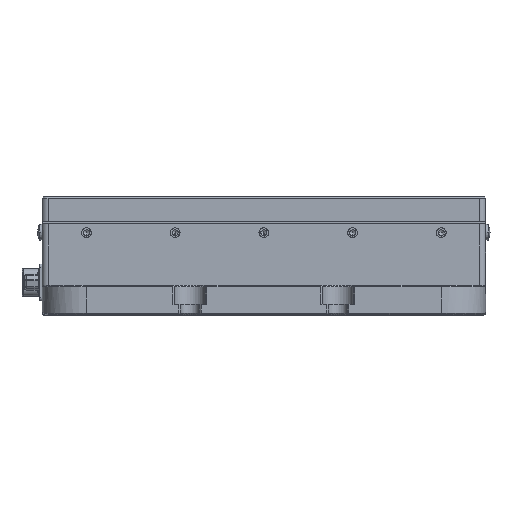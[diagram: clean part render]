
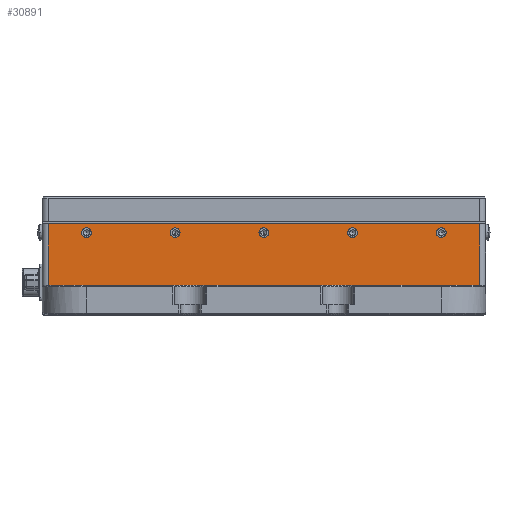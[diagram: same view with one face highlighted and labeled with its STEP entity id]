
A CAD part, top view. The second image highlights one B-rep face of the part: STEP entity #30891.
In plain terms, the highlighted planar face has unit normal (0, 0, 1).
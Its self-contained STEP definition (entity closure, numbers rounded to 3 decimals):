
#124 = DIRECTION ( 'NONE',  ( 0., 0., 1. ) ) ;
#256 = DIRECTION ( 'NONE',  ( 0., 0., 1. ) ) ;
#544 = FACE_BOUND ( 'NONE', #18933, .T. ) ;
#782 = EDGE_CURVE ( 'NONE', #15699, #8437, #41926, .T. ) ;
#1177 = VERTEX_POINT ( 'NONE', #50158 ) ;
#1205 = VERTEX_POINT ( 'NONE', #49735 ) ;
#2047 = ORIENTED_EDGE ( 'NONE', *, *, #3016, .F. ) ;
#2407 = DIRECTION ( 'NONE',  ( 0., 1., 0. ) ) ;
#2471 = CARTESIAN_POINT ( 'NONE',  ( 147.502, 30.8, 89.618 ) ) ;
#2863 = EDGE_LOOP ( 'NONE', ( #18107, #55306 ) ) ;
#3016 = EDGE_CURVE ( 'NONE', #8519, #18405, #25718, .T. ) ;
#3642 = EDGE_CURVE ( 'NONE', #8437, #15699, #12383, .T. ) ;
#3972 = AXIS2_PLACEMENT_3D ( 'NONE', #20548, #256, #55755 ) ;
#4245 = CARTESIAN_POINT ( 'NONE',  ( 145.502, 10., 89.618 ) ) ;
#5271 = DIRECTION ( 'NONE',  ( 0., 0., -1. ) ) ;
#5517 = LINE ( 'NONE', #17073, #41382 ) ;
#6795 = ORIENTED_EDGE ( 'NONE', *, *, #58100, .T. ) ;
#8286 = CIRCLE ( 'NONE', #54382, 1.65 ) ;
#8437 = VERTEX_POINT ( 'NONE', #27688 ) ;
#8519 = VERTEX_POINT ( 'NONE', #15075 ) ;
#9782 = VECTOR ( 'NONE', #52776, 1000. ) ;
#9926 = CARTESIAN_POINT ( 'NONE',  ( 190.502, 26.15, 89.618 ) ) ;
#10566 = AXIS2_PLACEMENT_3D ( 'NONE', #43746, #43531, #53509 ) ;
#10623 = EDGE_CURVE ( 'NONE', #49376, #55751, #53288, .T. ) ;
#11503 = VECTOR ( 'NONE', #55458, 1000. ) ;
#12281 = ORIENTED_EDGE ( 'NONE', *, *, #782, .F. ) ;
#12383 = CIRCLE ( 'NONE', #52270, 1.65 ) ;
#13913 = CARTESIAN_POINT ( 'NONE',  ( 190.502, 29.45, 89.618 ) ) ;
#14236 = PLANE ( 'NONE',  #36401 ) ;
#14313 = AXIS2_PLACEMENT_3D ( 'NONE', #56595, #57246, #2407 ) ;
#14948 = EDGE_CURVE ( 'NONE', #50960, #1177, #59677, .T. ) ;
#15075 = CARTESIAN_POINT ( 'NONE',  ( 160.502, 29.45, 89.618 ) ) ;
#15699 = VERTEX_POINT ( 'NONE', #31194 ) ;
#16182 = LINE ( 'NONE', #35278, #11503 ) ;
#16657 = DIRECTION ( 'NONE',  ( 0., 0., 1. ) ) ;
#16728 = CARTESIAN_POINT ( 'NONE',  ( 293.502, 10., 89.618 ) ) ;
#17073 = CARTESIAN_POINT ( 'NONE',  ( 210.502, 30.8, 89.618 ) ) ;
#17699 = VERTEX_POINT ( 'NONE', #16728 ) ;
#17993 = CARTESIAN_POINT ( 'NONE',  ( 293.502, 31., 89.618 ) ) ;
#18107 = ORIENTED_EDGE ( 'NONE', *, *, #10623, .F. ) ;
#18405 = VERTEX_POINT ( 'NONE', #55708 ) ;
#18933 = EDGE_LOOP ( 'NONE', ( #21164, #23808 ) ) ;
#19349 = DIRECTION ( 'NONE',  ( 0., 0., 1. ) ) ;
#19578 = CIRCLE ( 'NONE', #3972, 1.65 ) ;
#19986 = DIRECTION ( 'NONE',  ( 0., 1., 0. ) ) ;
#20398 = CARTESIAN_POINT ( 'NONE',  ( 190.502, 27.8, 89.618 ) ) ;
#20548 = CARTESIAN_POINT ( 'NONE',  ( 160.502, 27.8, 89.618 ) ) ;
#21164 = ORIENTED_EDGE ( 'NONE', *, *, #64500, .F. ) ;
#21423 = ORIENTED_EDGE ( 'NONE', *, *, #46644, .F. ) ;
#21669 = ORIENTED_EDGE ( 'NONE', *, *, #32660, .F. ) ;
#22107 = CARTESIAN_POINT ( 'NONE',  ( 190.502, 27.8, 89.618 ) ) ;
#22753 = LINE ( 'NONE', #4245, #24302 ) ;
#23808 = ORIENTED_EDGE ( 'NONE', *, *, #55693, .F. ) ;
#24302 = VECTOR ( 'NONE', #63598, 1000. ) ;
#24433 = CARTESIAN_POINT ( 'NONE',  ( 125.502, 31., 89.618 ) ) ;
#25718 = CIRCLE ( 'NONE', #32653, 1.65 ) ;
#27688 = CARTESIAN_POINT ( 'NONE',  ( 220.502, 26.15, 89.618 ) ) ;
#28972 = VERTEX_POINT ( 'NONE', #48124 ) ;
#30107 = AXIS2_PLACEMENT_3D ( 'NONE', #60091, #40381, #49489 ) ;
#30402 = DIRECTION ( 'NONE',  ( 0., 1., 0. ) ) ;
#30891 = ADVANCED_FACE ( 'NONE', ( #60461, #52734, #37989, #47281, #544, #34067 ), #14236, .F. ) ;
#31194 = CARTESIAN_POINT ( 'NONE',  ( 220.502, 29.45, 89.618 ) ) ;
#31794 = ORIENTED_EDGE ( 'NONE', *, *, #3642, .F. ) ;
#32456 = EDGE_CURVE ( 'NONE', #55751, #49376, #8286, .T. ) ;
#32533 = DIRECTION ( 'NONE',  ( 0., 1., 0. ) ) ;
#32653 = AXIS2_PLACEMENT_3D ( 'NONE', #57681, #37748, #47686 ) ;
#32660 = EDGE_CURVE ( 'NONE', #36070, #17699, #36247, .T. ) ;
#33497 = CARTESIAN_POINT ( 'NONE',  ( 250.502, 27.8, 89.618 ) ) ;
#33691 = CARTESIAN_POINT ( 'NONE',  ( 250.502, 26.15, 89.618 ) ) ;
#34067 = FACE_BOUND ( 'NONE', #48433, .T. ) ;
#34350 = CARTESIAN_POINT ( 'NONE',  ( 220.502, 27.8, 89.618 ) ) ;
#34906 = CARTESIAN_POINT ( 'NONE',  ( 293.502, 30.8, 89.618 ) ) ;
#35278 = CARTESIAN_POINT ( 'NONE',  ( 147.502, 0., 89.618 ) ) ;
#35307 = DIRECTION ( 'NONE',  ( 0., 1., 0. ) ) ;
#35337 = ORIENTED_EDGE ( 'NONE', *, *, #54675, .F. ) ;
#36070 = VERTEX_POINT ( 'NONE', #34906 ) ;
#36247 = LINE ( 'NONE', #17993, #9782 ) ;
#36401 = AXIS2_PLACEMENT_3D ( 'NONE', #24433, #5271, #35307 ) ;
#37748 = DIRECTION ( 'NONE',  ( 0., 0., 1. ) ) ;
#37989 = FACE_BOUND ( 'NONE', #2863, .T. ) ;
#38217 = DIRECTION ( 'NONE',  ( -1., 0., 0. ) ) ;
#39012 = EDGE_LOOP ( 'NONE', ( #12281, #31794 ) ) ;
#39855 = DIRECTION ( 'NONE',  ( 0., 1., 0. ) ) ;
#40381 = DIRECTION ( 'NONE',  ( 0., 0., 1. ) ) ;
#40798 = EDGE_CURVE ( 'NONE', #36070, #51097, #5517, .T. ) ;
#41382 = VECTOR ( 'NONE', #38217, 1000. ) ;
#41734 = AXIS2_PLACEMENT_3D ( 'NONE', #59370, #54597, #39855 ) ;
#41926 = CIRCLE ( 'NONE', #41734, 1.65 ) ;
#42089 = ORIENTED_EDGE ( 'NONE', *, *, #14948, .F. ) ;
#43318 = VERTEX_POINT ( 'NONE', #57247 ) ;
#43531 = DIRECTION ( 'NONE',  ( 0., 0., 1. ) ) ;
#43731 = DIRECTION ( 'NONE',  ( 0., 1., 0. ) ) ;
#43746 = CARTESIAN_POINT ( 'NONE',  ( 280.502, 27.8, 89.618 ) ) ;
#44111 = CIRCLE ( 'NONE', #30107, 1.65 ) ;
#46644 = EDGE_CURVE ( 'NONE', #1177, #50960, #50672, .T. ) ;
#47281 = FACE_BOUND ( 'NONE', #52380, .T. ) ;
#47686 = DIRECTION ( 'NONE',  ( 0., 1., 0. ) ) ;
#48075 = AXIS2_PLACEMENT_3D ( 'NONE', #33497, #124, #19986 ) ;
#48124 = CARTESIAN_POINT ( 'NONE',  ( 280.502, 26.15, 89.618 ) ) ;
#48433 = EDGE_LOOP ( 'NONE', ( #21423, #42089 ) ) ;
#49376 = VERTEX_POINT ( 'NONE', #13913 ) ;
#49489 = DIRECTION ( 'NONE',  ( 0., 1., 0. ) ) ;
#49558 = EDGE_LOOP ( 'NONE', ( #64092, #35337, #6795, #21669 ) ) ;
#49735 = CARTESIAN_POINT ( 'NONE',  ( 147.502, 10., 89.618 ) ) ;
#50158 = CARTESIAN_POINT ( 'NONE',  ( 250.502, 29.45, 89.618 ) ) ;
#50672 = CIRCLE ( 'NONE', #48075, 1.65 ) ;
#50960 = VERTEX_POINT ( 'NONE', #33691 ) ;
#51097 = VERTEX_POINT ( 'NONE', #2471 ) ;
#52270 = AXIS2_PLACEMENT_3D ( 'NONE', #34350, #19349, #43731 ) ;
#52380 = EDGE_LOOP ( 'NONE', ( #2047, #53183 ) ) ;
#52734 = FACE_BOUND ( 'NONE', #39012, .T. ) ;
#52776 = DIRECTION ( 'NONE',  ( 0., -1., 0. ) ) ;
#53183 = ORIENTED_EDGE ( 'NONE', *, *, #58690, .F. ) ;
#53288 = CIRCLE ( 'NONE', #61494, 1.65 ) ;
#53509 = DIRECTION ( 'NONE',  ( 0., 1., 0. ) ) ;
#54382 = AXIS2_PLACEMENT_3D ( 'NONE', #20398, #60773, #30402 ) ;
#54597 = DIRECTION ( 'NONE',  ( 0., 0., 1. ) ) ;
#54675 = EDGE_CURVE ( 'NONE', #1205, #51097, #16182, .T. ) ;
#55306 = ORIENTED_EDGE ( 'NONE', *, *, #32456, .F. ) ;
#55458 = DIRECTION ( 'NONE',  ( 0., 1., 0. ) ) ;
#55693 = EDGE_CURVE ( 'NONE', #28972, #43318, #44111, .T. ) ;
#55708 = CARTESIAN_POINT ( 'NONE',  ( 160.502, 26.15, 89.618 ) ) ;
#55751 = VERTEX_POINT ( 'NONE', #9926 ) ;
#55755 = DIRECTION ( 'NONE',  ( 0., 1., 0. ) ) ;
#56595 = CARTESIAN_POINT ( 'NONE',  ( 250.502, 27.8, 89.618 ) ) ;
#57246 = DIRECTION ( 'NONE',  ( 0., 0., 1. ) ) ;
#57247 = CARTESIAN_POINT ( 'NONE',  ( 280.502, 29.45, 89.618 ) ) ;
#57681 = CARTESIAN_POINT ( 'NONE',  ( 160.502, 27.8, 89.618 ) ) ;
#58100 = EDGE_CURVE ( 'NONE', #1205, #17699, #22753, .T. ) ;
#58690 = EDGE_CURVE ( 'NONE', #18405, #8519, #19578, .T. ) ;
#59370 = CARTESIAN_POINT ( 'NONE',  ( 220.502, 27.8, 89.618 ) ) ;
#59677 = CIRCLE ( 'NONE', #14313, 1.65 ) ;
#60091 = CARTESIAN_POINT ( 'NONE',  ( 280.502, 27.8, 89.618 ) ) ;
#60461 = FACE_OUTER_BOUND ( 'NONE', #49558, .T. ) ;
#60773 = DIRECTION ( 'NONE',  ( 0., 0., 1. ) ) ;
#61494 = AXIS2_PLACEMENT_3D ( 'NONE', #22107, #16657, #32533 ) ;
#62120 = CIRCLE ( 'NONE', #10566, 1.65 ) ;
#63598 = DIRECTION ( 'NONE',  ( 1., 0., 0. ) ) ;
#64092 = ORIENTED_EDGE ( 'NONE', *, *, #40798, .T. ) ;
#64500 = EDGE_CURVE ( 'NONE', #43318, #28972, #62120, .T. ) ;
